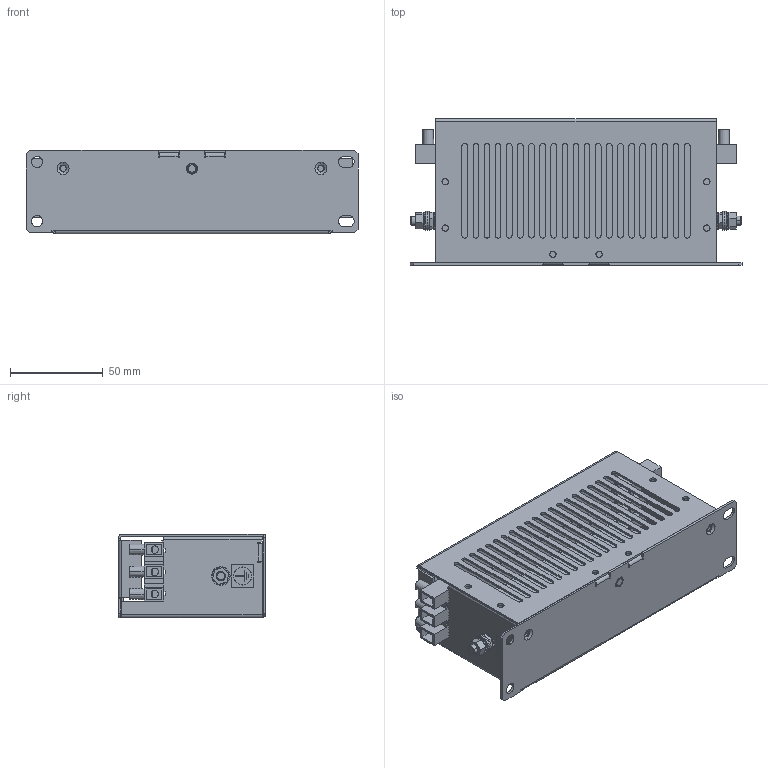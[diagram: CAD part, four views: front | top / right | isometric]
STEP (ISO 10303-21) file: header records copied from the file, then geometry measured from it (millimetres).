
FILE_DESCRIPTION (( 'STEP AP214' ), '1' );
FILE_NAME ('KMF306V.STEP', '2020-02-24T16:43:56', ( '' ), ( '' ), 'SwSTEP 2.0', 'SolidWorks 2017', '' );
FILE_SCHEMA (( 'AUTOMOTIVE_DESIGN' ));
Length unit declared in the file: inch
Products named in the file (1): KMF306V
Bounding box: 179 x 79 x 45 mm (x, y, z)
Volume: 62168.1 mm3; surface area: 106435.7 mm2
Topology: 25 solids, 25 shells, 1428 faces, 3986 edges, 2627 vertices
Faces by surface type: plane 1018, cylinder 352, cone 42, torus 16
Entity records: 64838 total; most frequent: CARTESIAN_POINT 8388, ORIENTED_EDGE 7968, DIRECTION 7600, EDGE_CURVE 3984, LINE 2994, VECTOR 2994, VERTEX_POINT 2627, AXIS2_PLACEMENT_3D 2303
